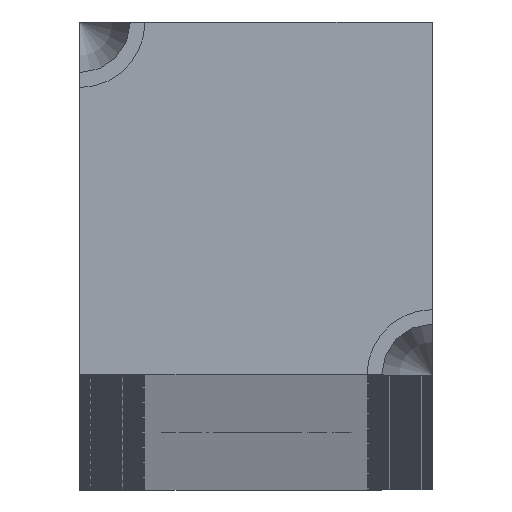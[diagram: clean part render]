
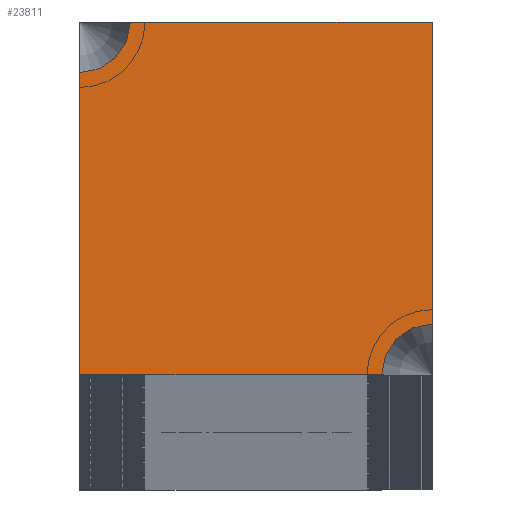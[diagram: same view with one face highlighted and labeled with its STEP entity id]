
A CAD part, top view. The second image highlights one B-rep face of the part: STEP entity #23811.
In plain terms, the highlighted planar face has unit normal (0, 0, 1).
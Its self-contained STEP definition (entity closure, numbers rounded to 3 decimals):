
#579 = EDGE_LOOP ( 'NONE', ( #10896, #23134, #15512, #21752, #8597, #14444 ) ) ;
#782 = EDGE_CURVE ( 'NONE', #12991, #13066, #9537, .T. ) ;
#794 = CARTESIAN_POINT ( 'NONE',  ( 8., 8., 1500. ) ) ;
#1340 = VECTOR ( 'NONE', #8571, 1000. ) ;
#2311 = EDGE_CURVE ( 'NONE', #5831, #12991, #2562, .T. ) ;
#2316 = VECTOR ( 'NONE', #9033, 1000. ) ;
#2562 = CIRCLE ( 'NONE', #14005, 2.298 ) ;
#3207 = CIRCLE ( 'NONE', #9356, 2.298 ) ;
#3746 = LINE ( 'NONE', #16608, #20046 ) ;
#5653 = CARTESIAN_POINT ( 'NONE',  ( 8., -5.702, 1500. ) ) ;
#5831 = VERTEX_POINT ( 'NONE', #7000 ) ;
#6075 = FACE_OUTER_BOUND ( 'NONE', #579, .T. ) ;
#6625 = CARTESIAN_POINT ( 'NONE',  ( -8., -8., 1500. ) ) ;
#6701 = DIRECTION ( 'NONE',  ( 0., 0., -1. ) ) ;
#6828 = VECTOR ( 'NONE', #8460, 1000. ) ;
#7000 = CARTESIAN_POINT ( 'NONE',  ( 5.702, -8., 1500. ) ) ;
#8313 = EDGE_CURVE ( 'NONE', #21783, #11435, #3207, .T. ) ;
#8332 = VERTEX_POINT ( 'NONE', #19901 ) ;
#8460 = DIRECTION ( 'NONE',  ( 0., 1., 0. ) ) ;
#8571 = DIRECTION ( 'NONE',  ( 1., 0., 0. ) ) ;
#8597 = ORIENTED_EDGE ( 'NONE', *, *, #8313, .T. ) ;
#8672 = EDGE_CURVE ( 'NONE', #11435, #8332, #15856, .T. ) ;
#9033 = DIRECTION ( 'NONE',  ( 0., -1., 0. ) ) ;
#9356 = AXIS2_PLACEMENT_3D ( 'NONE', #10597, #6701, #16212 ) ;
#9537 = LINE ( 'NONE', #794, #6828 ) ;
#10597 = CARTESIAN_POINT ( 'NONE',  ( -8., 8., 1500. ) ) ;
#10896 = ORIENTED_EDGE ( 'NONE', *, *, #21692, .T. ) ;
#11435 = VERTEX_POINT ( 'NONE', #13656 ) ;
#11453 = CARTESIAN_POINT ( 'NONE',  ( 8., -8., 1500. ) ) ;
#12553 = EDGE_CURVE ( 'NONE', #13066, #21783, #3746, .T. ) ;
#12991 = VERTEX_POINT ( 'NONE', #5653 ) ;
#13010 = PLANE ( 'NONE',  #23479 ) ;
#13066 = VERTEX_POINT ( 'NONE', #21569 ) ;
#13656 = CARTESIAN_POINT ( 'NONE',  ( -8., 5.702, 1500. ) ) ;
#14005 = AXIS2_PLACEMENT_3D ( 'NONE', #11453, #24946, #15292 ) ;
#14444 = ORIENTED_EDGE ( 'NONE', *, *, #8672, .T. ) ;
#14920 = CARTESIAN_POINT ( 'NONE',  ( 0., 0., 1500. ) ) ;
#15292 = DIRECTION ( 'NONE',  ( 1., 0., 0. ) ) ;
#15512 = ORIENTED_EDGE ( 'NONE', *, *, #782, .T. ) ;
#15856 = LINE ( 'NONE', #16713, #2316 ) ;
#16212 = DIRECTION ( 'NONE',  ( 1., 0., 0. ) ) ;
#16608 = CARTESIAN_POINT ( 'NONE',  ( -8., 8., 1500. ) ) ;
#16686 = DIRECTION ( 'NONE',  ( 0., 0., 1. ) ) ;
#16713 = CARTESIAN_POINT ( 'NONE',  ( -8., 8., 1500. ) ) ;
#17323 = LINE ( 'NONE', #6625, #1340 ) ;
#19310 = CARTESIAN_POINT ( 'NONE',  ( -5.702, 8., 1500. ) ) ;
#19901 = CARTESIAN_POINT ( 'NONE',  ( -8., -8., 1500. ) ) ;
#20046 = VECTOR ( 'NONE', #22546, 1000. ) ;
#20782 = DIRECTION ( 'NONE',  ( 1., 0., 0. ) ) ;
#21569 = CARTESIAN_POINT ( 'NONE',  ( 8., 8., 1500. ) ) ;
#21692 = EDGE_CURVE ( 'NONE', #8332, #5831, #17323, .T. ) ;
#21752 = ORIENTED_EDGE ( 'NONE', *, *, #12553, .T. ) ;
#21783 = VERTEX_POINT ( 'NONE', #19310 ) ;
#22546 = DIRECTION ( 'NONE',  ( -1., 0., 0. ) ) ;
#23134 = ORIENTED_EDGE ( 'NONE', *, *, #2311, .T. ) ;
#23479 = AXIS2_PLACEMENT_3D ( 'NONE', #14920, #16686, #20782 ) ;
#23811 = ADVANCED_FACE ( 'NONE', ( #6075 ), #13010, .T. ) ;
#24946 = DIRECTION ( 'NONE',  ( 0., 0., -1. ) ) ;
